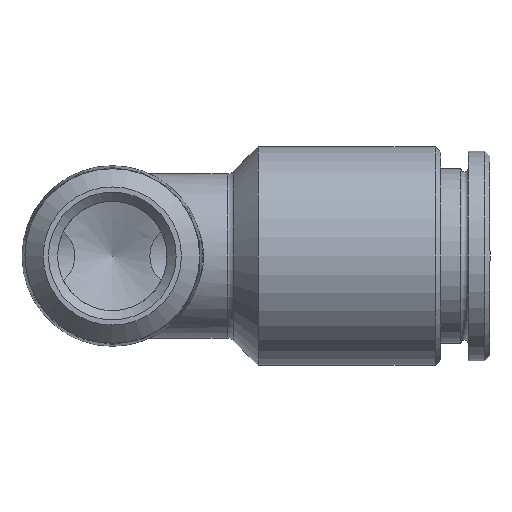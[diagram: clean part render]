
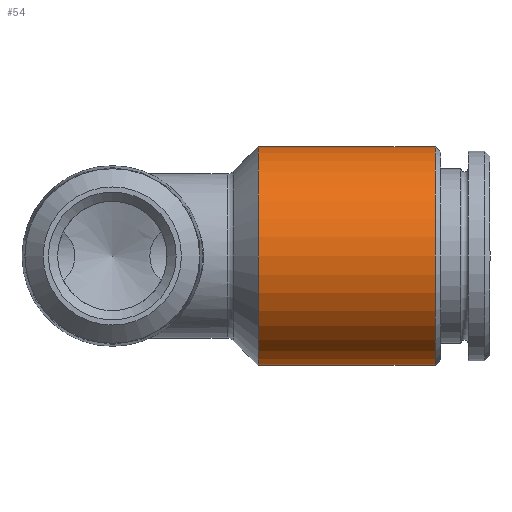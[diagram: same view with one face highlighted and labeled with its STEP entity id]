
A CAD part, front view. The second image highlights one B-rep face of the part: STEP entity #54.
In plain terms, the highlighted cylindrical face has radius 6 mm (diameter 12 mm), a full revolution.
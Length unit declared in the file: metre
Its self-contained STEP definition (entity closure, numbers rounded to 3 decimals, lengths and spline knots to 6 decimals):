
#54 = ADVANCED_FACE( 'NONE', ( #129, #130 ), #131, .T. );
#129 = FACE_OUTER_BOUND( '', #245, .T. );
#130 = FACE_OUTER_BOUND( '', #246, .T. );
#131 = CYLINDRICAL_SURFACE( '', #247, 0.006 );
#245 = EDGE_LOOP( '', ( #538 ) );
#246 = EDGE_LOOP( '', ( #539 ) );
#247 = AXIS2_PLACEMENT_3D( '', #540, #541, #542 );
#538 = ORIENTED_EDGE( '', *, *, #717, .T. );
#539 = ORIENTED_EDGE( '', *, *, #720, .T. );
#540 = CARTESIAN_POINT( '', ( -0.003135, 0., 0. ) );
#541 = DIRECTION( '', ( 1., 0., 0. ) );
#542 = DIRECTION( '', ( 0., 0., 1. ) );
#717 = EDGE_CURVE( 'NONE', #788, #788, #789, .T. );
#720 = EDGE_CURVE( 'NONE', #793, #793, #794, .T. );
#788 = VERTEX_POINT( '', #892 );
#789 = CIRCLE( '', #893, 0.006 );
#793 = VERTEX_POINT( '', #897 );
#794 = CIRCLE( '', #898, 0.006 );
#892 = CARTESIAN_POINT( '', ( 0.008, 0., -0.006 ) );
#893 = AXIS2_PLACEMENT_3D( '', #1255, #1256, #1257 );
#897 = CARTESIAN_POINT( '', ( 0.0177, 0., 0.006 ) );
#898 = AXIS2_PLACEMENT_3D( '', #1261, #1262, #1263 );
#1255 = CARTESIAN_POINT( '', ( 0.008, 0., 0. ) );
#1256 = DIRECTION( '', ( 1., 0., 0. ) );
#1257 = DIRECTION( '', ( 0., 0., -1. ) );
#1261 = CARTESIAN_POINT( '', ( 0.0177, 0., 0. ) );
#1262 = DIRECTION( '', ( -1., 0., 0. ) );
#1263 = DIRECTION( '', ( 0., 0., 1. ) );
